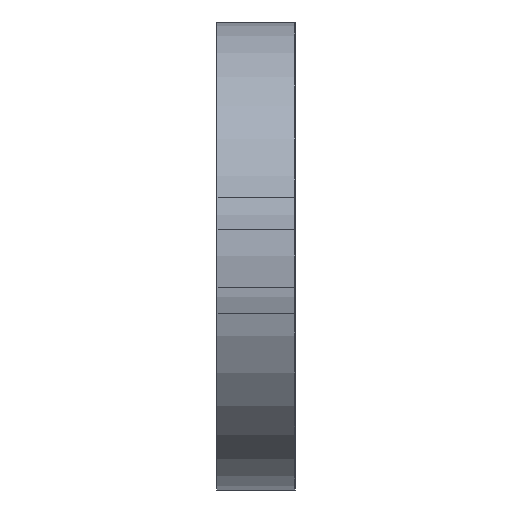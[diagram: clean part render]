
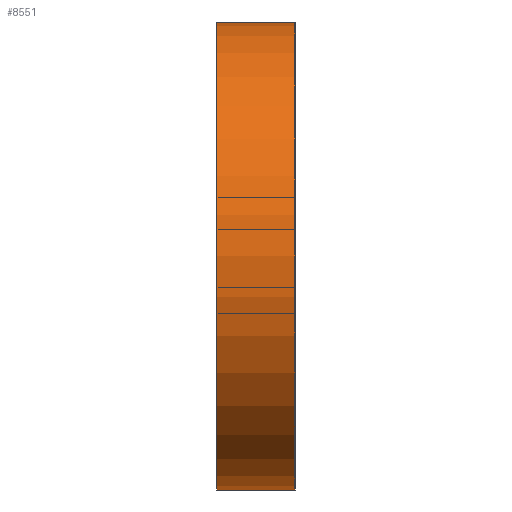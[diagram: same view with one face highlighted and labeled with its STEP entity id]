
A CAD part, left-side view. The second image highlights one B-rep face of the part: STEP entity #8551.
In plain terms, the highlighted cylindrical face has radius 38.1 mm (diameter 76.2 mm), a partial arc.
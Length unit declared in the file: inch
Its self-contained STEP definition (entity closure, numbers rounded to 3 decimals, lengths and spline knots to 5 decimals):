
#1055 = CARTESIAN_POINT ( 'NONE',  ( -9.55006, 0., -1.5 ) ) ;
#1685 = CARTESIAN_POINT ( 'NONE',  ( -9.55006, 0., 0. ) ) ;
#3156 = CYLINDRICAL_SURFACE ( 'NONE', #10984, 1.5 ) ;
#3657 = DIRECTION ( 'NONE',  ( 0., 0., 1. ) ) ;
#4091 = EDGE_CURVE ( 'NONE', #5867, #14383, #14121, .T. ) ;
#4725 = EDGE_CURVE ( 'NONE', #5975, #14383, #9349, .T. ) ;
#5596 = LINE ( 'NONE', #14948, #20128 ) ;
#5867 = VERTEX_POINT ( 'NONE', #1055 ) ;
#5975 = VERTEX_POINT ( 'NONE', #9845 ) ;
#6096 = ORIENTED_EDGE ( 'NONE', *, *, #24591, .T. ) ;
#6443 = DIRECTION ( 'NONE',  ( 0., 0., -1. ) ) ;
#6930 = DIRECTION ( 'NONE',  ( 0., -1., 0. ) ) ;
#7267 = DIRECTION ( 'NONE',  ( 0., 1., 0. ) ) ;
#7945 = VERTEX_POINT ( 'NONE', #12236 ) ;
#8551 = ADVANCED_FACE ( 'NONE', ( #18919 ), #3156, .T. ) ;
#8795 = CARTESIAN_POINT ( 'NONE',  ( -9.55006, 0.5, 1.5 ) ) ;
#9040 = EDGE_CURVE ( 'NONE', #7945, #5975, #23493, .T. ) ;
#9349 = LINE ( 'NONE', #8795, #19299 ) ;
#9845 = CARTESIAN_POINT ( 'NONE',  ( -9.55006, 0.5, 1.5 ) ) ;
#9987 = ORIENTED_EDGE ( 'NONE', *, *, #9040, .F. ) ;
#10310 = CARTESIAN_POINT ( 'NONE',  ( -9.55006, 0.5, 0. ) ) ;
#10984 = AXIS2_PLACEMENT_3D ( 'NONE', #10310, #20274, #6443 ) ;
#12236 = CARTESIAN_POINT ( 'NONE',  ( -9.55006, 0.5, -1.5 ) ) ;
#14121 = CIRCLE ( 'NONE', #22012, 1.5 ) ;
#14139 = ORIENTED_EDGE ( 'NONE', *, *, #4725, .F. ) ;
#14383 = VERTEX_POINT ( 'NONE', #22609 ) ;
#14948 = CARTESIAN_POINT ( 'NONE',  ( -9.55006, 0.5, -1.5 ) ) ;
#15321 = AXIS2_PLACEMENT_3D ( 'NONE', #19150, #7267, #21130 ) ;
#15485 = DIRECTION ( 'NONE',  ( 0., 1., 0. ) ) ;
#15610 = ORIENTED_EDGE ( 'NONE', *, *, #4091, .T. ) ;
#16917 = DIRECTION ( 'NONE',  ( 0., -1., 0. ) ) ;
#18919 = FACE_OUTER_BOUND ( 'NONE', #20160, .T. ) ;
#19150 = CARTESIAN_POINT ( 'NONE',  ( -9.55006, 0.5, 0. ) ) ;
#19299 = VECTOR ( 'NONE', #6930, 39.37008 ) ;
#20128 = VECTOR ( 'NONE', #16917, 39.37008 ) ;
#20160 = EDGE_LOOP ( 'NONE', ( #15610, #14139, #9987, #6096 ) ) ;
#20274 = DIRECTION ( 'NONE',  ( 0., -1., 0. ) ) ;
#21130 = DIRECTION ( 'NONE',  ( 0., 0., 1. ) ) ;
#22012 = AXIS2_PLACEMENT_3D ( 'NONE', #1685, #15485, #3657 ) ;
#22609 = CARTESIAN_POINT ( 'NONE',  ( -9.55006, 0., 1.5 ) ) ;
#23493 = CIRCLE ( 'NONE', #15321, 1.5 ) ;
#24591 = EDGE_CURVE ( 'NONE', #7945, #5867, #5596, .T. ) ;
